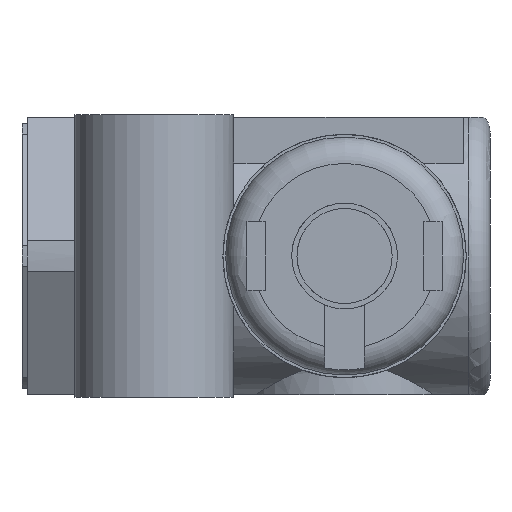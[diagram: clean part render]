
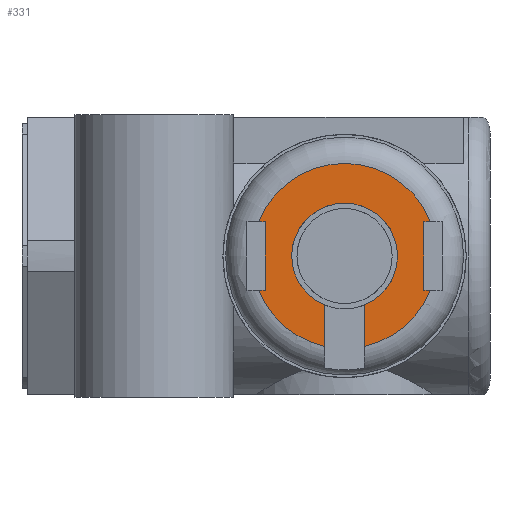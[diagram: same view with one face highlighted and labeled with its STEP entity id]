
A CAD part, left-side view. The second image highlights one B-rep face of the part: STEP entity #331.
In plain terms, the highlighted planar face has unit normal (-1, 0, 0).
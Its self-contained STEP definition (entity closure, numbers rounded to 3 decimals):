
#331 = ADVANCED_FACE( '', ( #747 ), #748, .F. );
#747 = FACE_OUTER_BOUND( '', #1314, .T. );
#748 = PLANE( '', #1315 );
#1314 = EDGE_LOOP( '', ( #2025, #2026, #2027, #2028, #2029, #2030, #2031, #2032, #2033, #2034, #2035, #2036 ) );
#1315 = AXIS2_PLACEMENT_3D( '', #2037, #2038, #2039 );
#2025 = ORIENTED_EDGE( '', *, *, #3182, .T. );
#2026 = ORIENTED_EDGE( '', *, *, #3074, .T. );
#2027 = ORIENTED_EDGE( '', *, *, #3197, .F. );
#2028 = ORIENTED_EDGE( '', *, *, #3198, .F. );
#2029 = ORIENTED_EDGE( '', *, *, #3199, .F. );
#2030 = ORIENTED_EDGE( '', *, *, #3200, .F. );
#2031 = ORIENTED_EDGE( '', *, *, #3201, .F. );
#2032 = ORIENTED_EDGE( '', *, *, #3202, .T. );
#2033 = ORIENTED_EDGE( '', *, *, #3043, .T. );
#2034 = ORIENTED_EDGE( '', *, *, #3203, .T. );
#2035 = ORIENTED_EDGE( '', *, *, #3204, .F. );
#2036 = ORIENTED_EDGE( '', *, *, #3205, .T. );
#2037 = CARTESIAN_POINT( '', ( 0., 0., 0. ) );
#2038 = DIRECTION( '', ( 1., 0., 0. ) );
#2039 = DIRECTION( '', ( 0., 0., -1. ) );
#3043 = EDGE_CURVE( '', #3532, #3533, #3534, .T. );
#3074 = EDGE_CURVE( '', #3588, #3586, #3589, .T. );
#3182 = EDGE_CURVE( '', #3775, #3588, #3776, .T. );
#3197 = EDGE_CURVE( '', #3800, #3586, #3801, .T. );
#3198 = EDGE_CURVE( '', #3802, #3800, #3803, .T. );
#3199 = EDGE_CURVE( '', #3804, #3802, #3805, .F. );
#3200 = EDGE_CURVE( '', #3806, #3804, #3807, .T. );
#3201 = EDGE_CURVE( '', #3808, #3806, #3809, .T. );
#3202 = EDGE_CURVE( '', #3808, #3532, #3810, .T. );
#3203 = EDGE_CURVE( '', #3533, #3811, #3812, .T. );
#3204 = EDGE_CURVE( '', #3813, #3811, #3814, .T. );
#3205 = EDGE_CURVE( '', #3813, #3775, #3815, .T. );
#3532 = VERTEX_POINT( '', #4251 );
#3533 = VERTEX_POINT( '', #4252 );
#3534 = LINE( '', #4253, #4254 );
#3586 = VERTEX_POINT( '', #4373 );
#3588 = VERTEX_POINT( '', #4380 );
#3589 = LINE( '', #4381, #4382 );
#3775 = VERTEX_POINT( '', #4731 );
#3776 = LINE( '', #4732, #4733 );
#3800 = VERTEX_POINT( '', #4759 );
#3801 = CIRCLE( '', #4760, 3.5 );
#3802 = VERTEX_POINT( '', #4761 );
#3803 = LINE( '', #4762, #4763 );
#3804 = VERTEX_POINT( '', #4764 );
#3805 = CIRCLE( '', #4765, 2. );
#3806 = VERTEX_POINT( '', #4766 );
#3807 = LINE( '', #4767, #4768 );
#3808 = VERTEX_POINT( '', #4769 );
#3809 = CIRCLE( '', #4770, 3.5 );
#3810 = LINE( '', #4771, #4772 );
#3811 = VERTEX_POINT( '', #4773 );
#3812 = LINE( '', #4774, #4775 );
#3813 = VERTEX_POINT( '', #4776 );
#3814 = CIRCLE( '', #4777, 3.5 );
#3815 = LINE( '', #4778, #4779 );
#4251 = CARTESIAN_POINT( '', ( 0., -3., -1.3 ) );
#4252 = CARTESIAN_POINT( '', ( 0., -3., 1.3 ) );
#4253 = CARTESIAN_POINT( '', ( 0., -3., -1.3 ) );
#4254 = VECTOR( '', #5669, 1000. );
#4373 = CARTESIAN_POINT( '', ( 0., 3.25, -1.3 ) );
#4380 = CARTESIAN_POINT( '', ( 0., 3., -1.3 ) );
#4381 = CARTESIAN_POINT( '', ( 0., 3., -1.3 ) );
#4382 = VECTOR( '', #5705, 1000. );
#4731 = CARTESIAN_POINT( '', ( 0., 3., 1.3 ) );
#4732 = CARTESIAN_POINT( '', ( 0., 3., 1.3 ) );
#4733 = VECTOR( '', #5844, 1000. );
#4759 = CARTESIAN_POINT( '', ( 0., 0.75, -3.419 ) );
#4760 = AXIS2_PLACEMENT_3D( '', #5877, #5878, #5879 );
#4761 = CARTESIAN_POINT( '', ( 0., 0.75, -1.854 ) );
#4762 = CARTESIAN_POINT( '', ( 0., 0.75, 0. ) );
#4763 = VECTOR( '', #5880, 1000. );
#4764 = CARTESIAN_POINT( '', ( 0., -0.75, -1.854 ) );
#4765 = AXIS2_PLACEMENT_3D( '', #5881, #5882, #5883 );
#4766 = CARTESIAN_POINT( '', ( 0., -0.75, -3.419 ) );
#4767 = CARTESIAN_POINT( '', ( 0., -0.75, -4.69 ) );
#4768 = VECTOR( '', #5884, 1000. );
#4769 = CARTESIAN_POINT( '', ( 0., -3.25, -1.3 ) );
#4770 = AXIS2_PLACEMENT_3D( '', #5885, #5886, #5887 );
#4771 = CARTESIAN_POINT( '', ( 0., -3.7, -1.3 ) );
#4772 = VECTOR( '', #5888, 1000. );
#4773 = CARTESIAN_POINT( '', ( 0., -3.25, 1.3 ) );
#4774 = CARTESIAN_POINT( '', ( 0., -3., 1.3 ) );
#4775 = VECTOR( '', #5889, 1000. );
#4776 = CARTESIAN_POINT( '', ( 0., 3.25, 1.3 ) );
#4777 = AXIS2_PLACEMENT_3D( '', #5890, #5891, #5892 );
#4778 = CARTESIAN_POINT( '', ( 0., 3.7, 1.3 ) );
#4779 = VECTOR( '', #5893, 1000. );
#5669 = DIRECTION( '', ( 0., 0., 1. ) );
#5705 = DIRECTION( '', ( 0., 1., 0. ) );
#5844 = DIRECTION( '', ( 0., 0., -1. ) );
#5877 = CARTESIAN_POINT( '', ( 0., 0., 0. ) );
#5878 = DIRECTION( '', ( 1., 0., 0. ) );
#5879 = DIRECTION( '', ( 0., 0., -1. ) );
#5880 = DIRECTION( '', ( 0., 0., -1. ) );
#5881 = CARTESIAN_POINT( '', ( 0., 0., 0. ) );
#5882 = DIRECTION( '', ( 1., 0., 0. ) );
#5883 = DIRECTION( '', ( 0., 0., -1. ) );
#5884 = DIRECTION( '', ( 0., 0., 1. ) );
#5885 = CARTESIAN_POINT( '', ( 0., 0., 0. ) );
#5886 = DIRECTION( '', ( 1., 0., 0. ) );
#5887 = DIRECTION( '', ( 0., 0., -1. ) );
#5888 = DIRECTION( '', ( 0., 1., 0. ) );
#5889 = DIRECTION( '', ( 0., -1., 0. ) );
#5890 = CARTESIAN_POINT( '', ( 0., 0., 0. ) );
#5891 = DIRECTION( '', ( 1., 0., 0. ) );
#5892 = DIRECTION( '', ( 0., 0., -1. ) );
#5893 = DIRECTION( '', ( 0., -1., 0. ) );
